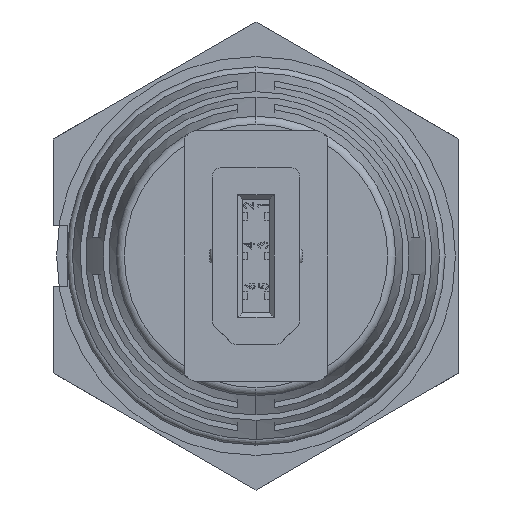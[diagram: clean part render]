
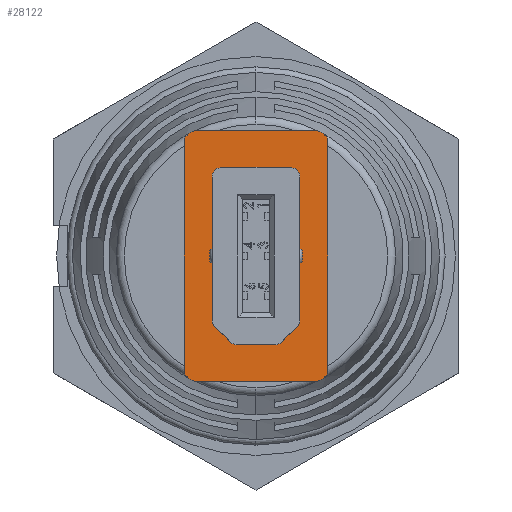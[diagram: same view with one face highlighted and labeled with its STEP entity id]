
A CAD part, left-side view. The second image highlights one B-rep face of the part: STEP entity #28122.
In plain terms, the highlighted planar face has unit normal (-1, 0, 0).
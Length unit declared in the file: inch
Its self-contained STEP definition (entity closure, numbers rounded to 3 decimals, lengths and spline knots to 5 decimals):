
#966 = VERTEX_POINT ( 'NONE', #32318 ) ;
#1143 = CARTESIAN_POINT ( 'NONE',  ( -5.02362, 0.17717, -0.27913 ) ) ;
#1698 = ORIENTED_EDGE ( 'NONE', *, *, #6273, .T. ) ;
#2050 = DIRECTION ( 'NONE',  ( -1., 0., 0. ) ) ;
#2226 = EDGE_CURVE ( 'NONE', #16073, #28730, #13945, .T. ) ;
#3936 = CARTESIAN_POINT ( 'NONE',  ( -5.02362, -0.17717, 0.27913 ) ) ;
#4590 = CARTESIAN_POINT ( 'NONE',  ( -5.02362, -0.14724, 0.27913 ) ) ;
#4705 = DIRECTION ( 'NONE',  ( 0., 0., -1. ) ) ;
#5011 = EDGE_CURVE ( 'NONE', #11399, #966, #31008, .T. ) ;
#5945 = AXIS2_PLACEMENT_3D ( 'NONE', #19284, #24927, #27684 ) ;
#6037 = EDGE_CURVE ( 'NONE', #11678, #30777, #7717, .T. ) ;
#6273 = EDGE_CURVE ( 'NONE', #15342, #30777, #7681, .T. ) ;
#7260 = FACE_OUTER_BOUND ( 'NONE', #15084, .T. ) ;
#7468 = CARTESIAN_POINT ( 'NONE',  ( -5.02362, 0.17717, -0.30906 ) ) ;
#7681 = CIRCLE ( 'NONE', #5945, 0.02992 ) ;
#7717 = LINE ( 'NONE', #21466, #12463 ) ;
#8462 = ORIENTED_EDGE ( 'NONE', *, *, #21048, .F. ) ;
#8632 = EDGE_CURVE ( 'NONE', #11678, #30406, #23070, .T. ) ;
#9061 = DIRECTION ( 'NONE',  ( 0., 0., -1. ) ) ;
#9631 = LINE ( 'NONE', #7468, #16064 ) ;
#9685 = ORIENTED_EDGE ( 'NONE', *, *, #6037, .F. ) ;
#9724 = AXIS2_PLACEMENT_3D ( 'NONE', #24096, #27104, #18576 ) ;
#9786 = PLANE ( 'NONE',  #11853 ) ;
#10244 = VECTOR ( 'NONE', #13560, 39.37008 ) ;
#10804 = VECTOR ( 'NONE', #29875, 39.37008 ) ;
#11399 = VERTEX_POINT ( 'NONE', #3936 ) ;
#11678 = VERTEX_POINT ( 'NONE', #1143 ) ;
#11853 = AXIS2_PLACEMENT_3D ( 'NONE', #31406, #15400, #28788 ) ;
#12463 = VECTOR ( 'NONE', #29293, 39.37008 ) ;
#13542 = EDGE_CURVE ( 'NONE', #28730, #11399, #34048, .T. ) ;
#13560 = DIRECTION ( 'NONE',  ( 0., -1., 0. ) ) ;
#13945 = CIRCLE ( 'NONE', #30501, 0.02992 ) ;
#15084 = EDGE_LOOP ( 'NONE', ( #8462, #1698, #9685, #24439, #26735, #32520, #33970, #20905 ) ) ;
#15342 = VERTEX_POINT ( 'NONE', #27770 ) ;
#15400 = DIRECTION ( 'NONE',  ( 1., 0., 0. ) ) ;
#16064 = VECTOR ( 'NONE', #29241, 39.37008 ) ;
#16073 = VERTEX_POINT ( 'NONE', #16510 ) ;
#16510 = CARTESIAN_POINT ( 'NONE',  ( -5.02362, -0.14724, -0.30906 ) ) ;
#17980 = CARTESIAN_POINT ( 'NONE',  ( -5.02362, 0.14724, -0.30906 ) ) ;
#18576 = DIRECTION ( 'NONE',  ( 0., 0., -1. ) ) ;
#19011 = CARTESIAN_POINT ( 'NONE',  ( -5.02362, -0.17717, -0.27913 ) ) ;
#19241 = CARTESIAN_POINT ( 'NONE',  ( -5.02362, 0.17717, 0.27913 ) ) ;
#19284 = CARTESIAN_POINT ( 'NONE',  ( -5.02362, 0.14724, 0.27913 ) ) ;
#20905 = ORIENTED_EDGE ( 'NONE', *, *, #5011, .T. ) ;
#21048 = EDGE_CURVE ( 'NONE', #15342, #966, #24011, .T. ) ;
#21466 = CARTESIAN_POINT ( 'NONE',  ( -5.02362, 0.17717, 0.30906 ) ) ;
#22544 = CARTESIAN_POINT ( 'NONE',  ( -5.02362, -0.14724, -0.27913 ) ) ;
#23070 = CIRCLE ( 'NONE', #9724, 0.02992 ) ;
#24011 = LINE ( 'NONE', #24411, #10244 ) ;
#24096 = CARTESIAN_POINT ( 'NONE',  ( -5.02362, 0.14724, -0.27913 ) ) ;
#24411 = CARTESIAN_POINT ( 'NONE',  ( -5.02362, 0.17717, 0.30906 ) ) ;
#24439 = ORIENTED_EDGE ( 'NONE', *, *, #8632, .T. ) ;
#24785 = EDGE_CURVE ( 'NONE', #30406, #16073, #9631, .T. ) ;
#24927 = DIRECTION ( 'NONE',  ( -1., 0., 0. ) ) ;
#25207 = DIRECTION ( 'NONE',  ( -1., 0., 0. ) ) ;
#26735 = ORIENTED_EDGE ( 'NONE', *, *, #24785, .T. ) ;
#27104 = DIRECTION ( 'NONE',  ( -1., 0., 0. ) ) ;
#27684 = DIRECTION ( 'NONE',  ( 0., 0., -1. ) ) ;
#27770 = CARTESIAN_POINT ( 'NONE',  ( -5.02362, 0.14724, 0.30906 ) ) ;
#28122 = ADVANCED_FACE ( 'NONE', ( #7260 ), #9786, .F. ) ;
#28730 = VERTEX_POINT ( 'NONE', #19011 ) ;
#28788 = DIRECTION ( 'NONE',  ( 0., 0., -1. ) ) ;
#29241 = DIRECTION ( 'NONE',  ( 0., -1., 0. ) ) ;
#29293 = DIRECTION ( 'NONE',  ( 0., 0., 1. ) ) ;
#29875 = DIRECTION ( 'NONE',  ( 0., 0., 1. ) ) ;
#30406 = VERTEX_POINT ( 'NONE', #17980 ) ;
#30501 = AXIS2_PLACEMENT_3D ( 'NONE', #22544, #25207, #9061 ) ;
#30777 = VERTEX_POINT ( 'NONE', #19241 ) ;
#31008 = CIRCLE ( 'NONE', #32647, 0.02992 ) ;
#31406 = CARTESIAN_POINT ( 'NONE',  ( -5.02362, 0.17717, 0.30906 ) ) ;
#32318 = CARTESIAN_POINT ( 'NONE',  ( -5.02362, -0.14724, 0.30906 ) ) ;
#32520 = ORIENTED_EDGE ( 'NONE', *, *, #2226, .T. ) ;
#32647 = AXIS2_PLACEMENT_3D ( 'NONE', #4590, #2050, #4705 ) ;
#33970 = ORIENTED_EDGE ( 'NONE', *, *, #13542, .T. ) ;
#34048 = LINE ( 'NONE', #35644, #10804 ) ;
#35644 = CARTESIAN_POINT ( 'NONE',  ( -5.02362, -0.17717, 0.30906 ) ) ;
